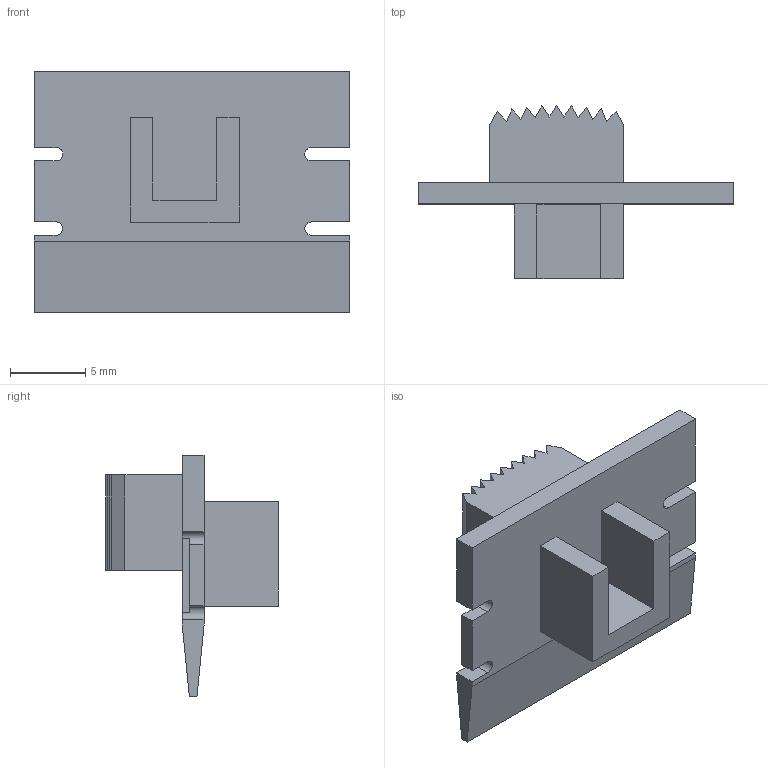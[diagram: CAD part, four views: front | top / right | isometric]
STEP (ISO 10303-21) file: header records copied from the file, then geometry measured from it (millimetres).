
FILE_DESCRIPTION (( 'STEP AP214' ), '1' );
FILE_NAME ('M102 switch slider domed.STEP', '2023-09-21T14:56:50', ( '' ), ( '' ), 'SwSTEP 2.0', 'SolidWorks 2023', '' );
FILE_SCHEMA (( 'AUTOMOTIVE_DESIGN' ));
Length unit declared in the file: inch
Products named in the file (1): M102 switch slider domed
Bounding box: 21.02 x 11.51 x 16.08 mm (x, y, z)
Volume: 811.2 mm3; surface area: 1138.5 mm2
Topology: 1 solids, 1 shells, 59 faces, 165 edges, 110 vertices
Faces by surface type: plane 55, cylinder 4
Entity records: 1898 total; most frequent: CARTESIAN_POINT 335, ORIENTED_EDGE 330, DIRECTION 297, EDGE_CURVE 165, LINE 153, VECTOR 153, VERTEX_POINT 110, AXIS2_PLACEMENT_3D 72
